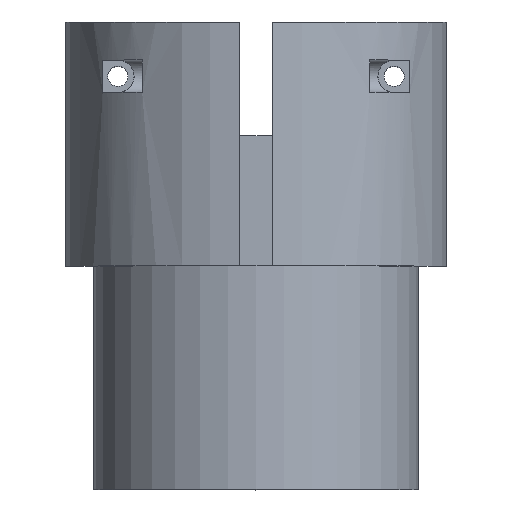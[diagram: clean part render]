
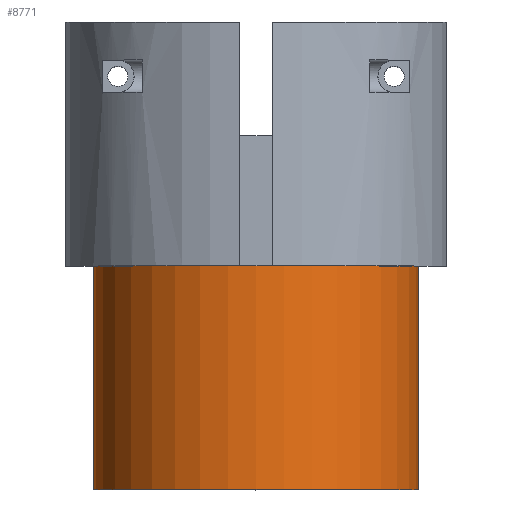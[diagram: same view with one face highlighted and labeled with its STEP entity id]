
A CAD part, top view. The second image highlights one B-rep face of the part: STEP entity #8771.
In plain terms, the highlighted cylindrical face has radius 40 mm (diameter 80 mm), a full revolution.
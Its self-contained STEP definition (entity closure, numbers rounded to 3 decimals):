
#2108 = PLANE('',#2109);
#2109 = AXIS2_PLACEMENT_3D('',#2110,#2111,#2112);
#2110 = CARTESIAN_POINT('',(0.,-61.675,
    0.));
#2111 = DIRECTION('',(0.,1.,0.));
#2112 = DIRECTION('',(-1.,0.,0.));
#3595 = PLANE('',#3596);
#3596 = AXIS2_PLACEMENT_3D('',#3597,#3598,#3599);
#3597 = CARTESIAN_POINT('',(0.,-116.675,
    0.));
#3598 = DIRECTION('',(0.,1.,0.));
#3599 = DIRECTION('',(-1.,0.,0.));
#3936 = EDGE_CURVE('',#3937,#3937,#3939,.T.);
#3937 = VERTEX_POINT('',#3938);
#3938 = CARTESIAN_POINT('',(40.,-61.675,0.));
#3939 = SURFACE_CURVE('',#3940,(#3945,#3956),.PCURVE_S1.);
#3940 = CIRCLE('',#3941,40.);
#3941 = AXIS2_PLACEMENT_3D('',#3942,#3943,#3944);
#3942 = CARTESIAN_POINT('',(0.,-61.675,
    0.));
#3943 = DIRECTION('',(0.,-1.,0.));
#3944 = DIRECTION('',(1.,0.,0.));
#3945 = PCURVE('',#2108,#3946);
#3946 = DEFINITIONAL_REPRESENTATION('',(#3947),#3955);
#3947 = ( BOUNDED_CURVE() B_SPLINE_CURVE(2,(#3948,#3949,#3950,#3951,
#3952,#3953,#3954),.UNSPECIFIED.,.T.,.F.) B_SPLINE_CURVE_WITH_KNOTS((1,2
    ,2,2,2,1),(-2.094,0.,2.094,4.189,
6.283,8.378),.UNSPECIFIED.) CURVE() 
GEOMETRIC_REPRESENTATION_ITEM() RATIONAL_B_SPLINE_CURVE((1.,0.5,1.,0.5,
1.,0.5,1.)) REPRESENTATION_ITEM('') );
#3948 = CARTESIAN_POINT('',(-40.,0.));
#3949 = CARTESIAN_POINT('',(-40.,69.282));
#3950 = CARTESIAN_POINT('',(20.,34.641));
#3951 = CARTESIAN_POINT('',(80.,0.));
#3952 = CARTESIAN_POINT('',(20.,-34.641));
#3953 = CARTESIAN_POINT('',(-40.,-69.282));
#3954 = CARTESIAN_POINT('',(-40.,0.));
#3955 = ( GEOMETRIC_REPRESENTATION_CONTEXT(2) 
PARAMETRIC_REPRESENTATION_CONTEXT() REPRESENTATION_CONTEXT('2D SPACE',''
  ) );
#3956 = PCURVE('',#3957,#3962);
#3957 = CYLINDRICAL_SURFACE('',#3958,40.);
#3958 = AXIS2_PLACEMENT_3D('',#3959,#3960,#3961);
#3959 = CARTESIAN_POINT('',(0.,-116.675,
    0.));
#3960 = DIRECTION('',(0.,1.,0.));
#3961 = DIRECTION('',(1.,0.,0.));
#3962 = DEFINITIONAL_REPRESENTATION('',(#3963),#3967);
#3963 = LINE('',#3964,#3965);
#3964 = CARTESIAN_POINT('',(-0.,55.));
#3965 = VECTOR('',#3966,1.);
#3966 = DIRECTION('',(-1.,0.));
#3967 = ( GEOMETRIC_REPRESENTATION_CONTEXT(2) 
PARAMETRIC_REPRESENTATION_CONTEXT() REPRESENTATION_CONTEXT('2D SPACE',''
  ) );
#8744 = EDGE_CURVE('',#8745,#8745,#8747,.T.);
#8745 = VERTEX_POINT('',#8746);
#8746 = CARTESIAN_POINT('',(40.,-116.675,0.));
#8747 = SURFACE_CURVE('',#8748,(#8753,#8764),.PCURVE_S1.);
#8748 = CIRCLE('',#8749,40.);
#8749 = AXIS2_PLACEMENT_3D('',#8750,#8751,#8752);
#8750 = CARTESIAN_POINT('',(0.,-116.675,
    0.));
#8751 = DIRECTION('',(0.,-1.,0.));
#8752 = DIRECTION('',(1.,0.,0.));
#8753 = PCURVE('',#3595,#8754);
#8754 = DEFINITIONAL_REPRESENTATION('',(#8755),#8763);
#8755 = ( BOUNDED_CURVE() B_SPLINE_CURVE(2,(#8756,#8757,#8758,#8759,
#8760,#8761,#8762),.UNSPECIFIED.,.T.,.F.) B_SPLINE_CURVE_WITH_KNOTS((1,2
    ,2,2,2,1),(-2.094,0.,2.094,4.189,
6.283,8.378),.UNSPECIFIED.) CURVE() 
GEOMETRIC_REPRESENTATION_ITEM() RATIONAL_B_SPLINE_CURVE((1.,0.5,1.,0.5,
1.,0.5,1.)) REPRESENTATION_ITEM('') );
#8756 = CARTESIAN_POINT('',(-40.,0.));
#8757 = CARTESIAN_POINT('',(-40.,69.282));
#8758 = CARTESIAN_POINT('',(20.,34.641));
#8759 = CARTESIAN_POINT('',(80.,0.));
#8760 = CARTESIAN_POINT('',(20.,-34.641));
#8761 = CARTESIAN_POINT('',(-40.,-69.282));
#8762 = CARTESIAN_POINT('',(-40.,0.));
#8763 = ( GEOMETRIC_REPRESENTATION_CONTEXT(2) 
PARAMETRIC_REPRESENTATION_CONTEXT() REPRESENTATION_CONTEXT('2D SPACE',''
  ) );
#8764 = PCURVE('',#3957,#8765);
#8765 = DEFINITIONAL_REPRESENTATION('',(#8766),#8770);
#8766 = LINE('',#8767,#8768);
#8767 = CARTESIAN_POINT('',(-0.,0.));
#8768 = VECTOR('',#8769,1.);
#8769 = DIRECTION('',(-1.,0.));
#8770 = ( GEOMETRIC_REPRESENTATION_CONTEXT(2) 
PARAMETRIC_REPRESENTATION_CONTEXT() REPRESENTATION_CONTEXT('2D SPACE',''
  ) );
#8771 = ADVANCED_FACE('',(#8772),#3957,.T.);
#8772 = FACE_BOUND('',#8773,.F.);
#8773 = EDGE_LOOP('',(#8774,#8775,#8796,#8797));
#8774 = ORIENTED_EDGE('',*,*,#8744,.T.);
#8775 = ORIENTED_EDGE('',*,*,#8776,.T.);
#8776 = EDGE_CURVE('',#8745,#3937,#8777,.T.);
#8777 = SEAM_CURVE('',#8778,(#8782,#8789),.PCURVE_S1.);
#8778 = LINE('',#8779,#8780);
#8779 = CARTESIAN_POINT('',(40.,-116.675,0.));
#8780 = VECTOR('',#8781,1.);
#8781 = DIRECTION('',(0.,1.,0.));
#8782 = PCURVE('',#3957,#8783);
#8783 = DEFINITIONAL_REPRESENTATION('',(#8784),#8788);
#8784 = LINE('',#8785,#8786);
#8785 = CARTESIAN_POINT('',(-0.,0.));
#8786 = VECTOR('',#8787,1.);
#8787 = DIRECTION('',(-0.,1.));
#8788 = ( GEOMETRIC_REPRESENTATION_CONTEXT(2) 
PARAMETRIC_REPRESENTATION_CONTEXT() REPRESENTATION_CONTEXT('2D SPACE',''
  ) );
#8789 = PCURVE('',#3957,#8790);
#8790 = DEFINITIONAL_REPRESENTATION('',(#8791),#8795);
#8791 = LINE('',#8792,#8793);
#8792 = CARTESIAN_POINT('',(-6.283,0.));
#8793 = VECTOR('',#8794,1.);
#8794 = DIRECTION('',(-0.,1.));
#8795 = ( GEOMETRIC_REPRESENTATION_CONTEXT(2) 
PARAMETRIC_REPRESENTATION_CONTEXT() REPRESENTATION_CONTEXT('2D SPACE',''
  ) );
#8796 = ORIENTED_EDGE('',*,*,#3936,.F.);
#8797 = ORIENTED_EDGE('',*,*,#8776,.F.);
